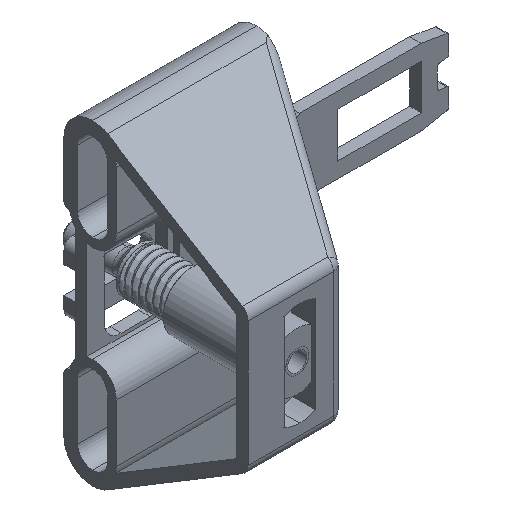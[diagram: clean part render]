
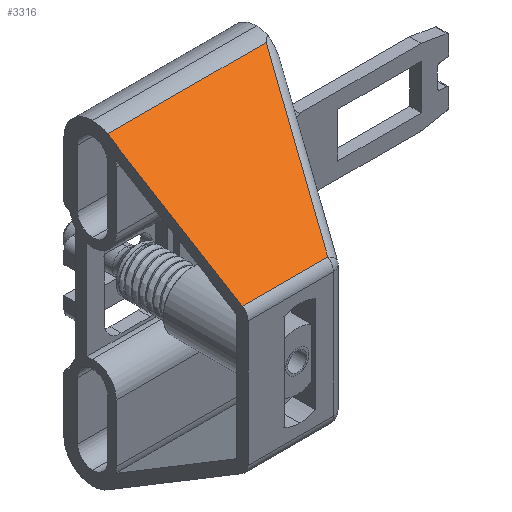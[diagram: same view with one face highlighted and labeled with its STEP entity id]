
A CAD part, isometric view. The second image highlights one B-rep face of the part: STEP entity #3316.
In plain terms, the highlighted planar face has unit normal (0, -0.518, 0.856).
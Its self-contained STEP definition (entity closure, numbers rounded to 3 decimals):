
#534=DIRECTION('',(1.,0.,0.));
#535=VECTOR('',#534,27.553);
#536=CARTESIAN_POINT('',(0.,-2.589,26.777));
#537=LINE('',#536,#535);
#588=DIRECTION('',(0.,0.855,0.518));
#589=VECTOR('',#588,27.408);
#590=CARTESIAN_POINT('',(0.,-26.036,12.584));
#591=LINE('',#590,#589);
#1210=DIRECTION('',(-1.,0.,0.));
#1211=VECTOR('',#1210,14.811);
#1212=CARTESIAN_POINT('',(14.811,-26.036,12.584));
#1213=LINE('',#1212,#1211);
#1214=DIRECTION('',(0.422,0.776,0.47));
#1215=VECTOR('',#1214,30.225);
#1216=CARTESIAN_POINT('',(14.811,-26.036,12.584));
#1217=LINE('',#1216,#1215);
#1611=CARTESIAN_POINT('',(0.,-26.036,12.584));
#1612=VERTEX_POINT('',#1611);
#1613=CARTESIAN_POINT('',(0.,-2.589,26.777));
#1614=VERTEX_POINT('',#1613);
#1719=CARTESIAN_POINT('',(14.811,-26.036,12.584));
#1720=VERTEX_POINT('',#1719);
#1721=CARTESIAN_POINT('',(27.553,-2.589,26.777));
#1722=VERTEX_POINT('',#1721);
#3305=CARTESIAN_POINT('',(0.,-2.589,26.777));
#3306=DIRECTION('',(0.,-0.518,0.855));
#3307=DIRECTION('',(-1.,0.,0.));
#3308=AXIS2_PLACEMENT_3D('',#3305,#3306,#3307);
#3309=PLANE('',#3308);
#3310=ORIENTED_EDGE('',*,*,#2481,.T.);
#3311=ORIENTED_EDGE('',*,*,#2072,.F.);
#3312=ORIENTED_EDGE('',*,*,#3300,.T.);
#3313=ORIENTED_EDGE('',*,*,#2525,.T.);
#3314=EDGE_LOOP('',(#3310,#3311,#3312,#3313));
#3315=FACE_OUTER_BOUND('',#3314,.F.);
#2072=EDGE_CURVE('',#1720,#1722,#1217,.T.);
#2481=EDGE_CURVE('',#1614,#1722,#537,.T.);
#2525=EDGE_CURVE('',#1612,#1614,#591,.T.);
#3300=EDGE_CURVE('',#1720,#1612,#1213,.T.);
#3316=ADVANCED_FACE('',(#3315),#3309,.T.);
